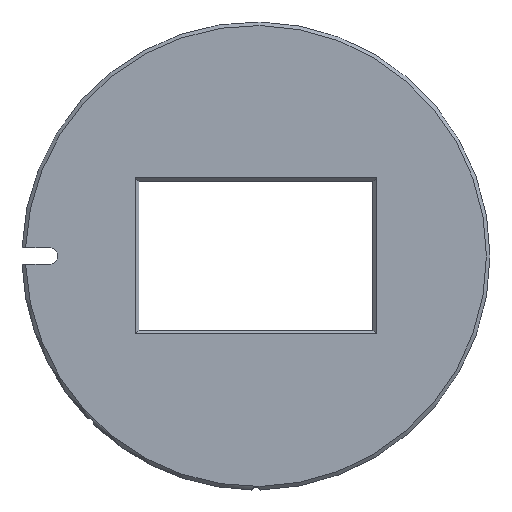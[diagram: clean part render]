
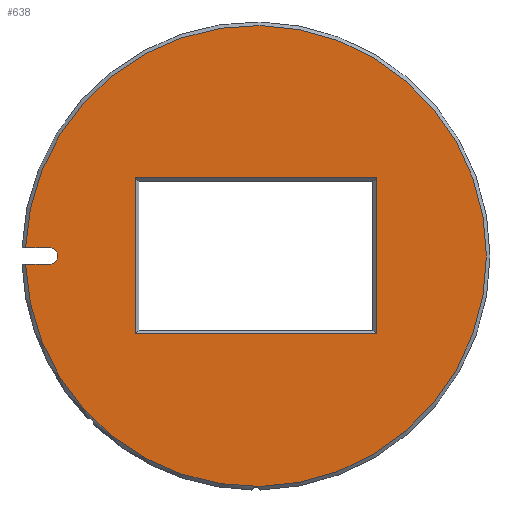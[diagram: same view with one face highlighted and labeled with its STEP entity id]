
A CAD part, top view. The second image highlights one B-rep face of the part: STEP entity #638.
In plain terms, the highlighted planar face has unit normal (0, 0, 1).
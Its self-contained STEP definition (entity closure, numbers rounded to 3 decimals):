
#34=CARTESIAN_POINT('',(167.52,148.85,4.));
#35=VERTEX_POINT('',#34);
#43=CARTESIAN_POINT('',(170.9,148.85,4.));
#44=VERTEX_POINT('',#43);
#45=CARTESIAN_POINT('',(167.52,148.85,4.));
#46=DIRECTION('',(1.,0.,-0.));
#47=VECTOR('',#46,3.38);
#48=LINE('',#45,#47);
#49=EDGE_CURVE('',#35,#44,#48,.T.);
#572=CARTESIAN_POINT('',(0.,150.,4.));
#573=DIRECTION('',(0.,0.,-1.));
#574=DIRECTION('',(-1.,0.,0.));
#575=AXIS2_PLACEMENT_3D('',#572,#573,#574);
#576=PLANE('',#575);
#577=CARTESIAN_POINT('',(183.,139.,4.));
#578=VERTEX_POINT('',#577);
#579=CARTESIAN_POINT('',(183.,161.,4.));
#580=VERTEX_POINT('',#579);
#581=CARTESIAN_POINT('',(183.,139.,4.));
#582=DIRECTION('',(0.,1.,0.));
#583=VECTOR('',#582,22.);
#584=LINE('',#581,#583);
#585=EDGE_CURVE('',#578,#580,#584,.T.);
#586=ORIENTED_EDGE('',*,*,#585,.T.);
#587=CARTESIAN_POINT('',(217.,161.,4.));
#588=VERTEX_POINT('',#587);
#589=CARTESIAN_POINT('',(183.,161.,4.));
#590=DIRECTION('',(1.,0.,0.));
#591=VECTOR('',#590,34.);
#592=LINE('',#589,#591);
#593=EDGE_CURVE('',#580,#588,#592,.T.);
#594=ORIENTED_EDGE('',*,*,#593,.T.);
#595=CARTESIAN_POINT('',(217.,139.,4.));
#596=VERTEX_POINT('',#595);
#597=CARTESIAN_POINT('',(217.,161.,4.));
#598=DIRECTION('',(0.,-1.,0.));
#599=VECTOR('',#598,22.);
#600=LINE('',#597,#599);
#601=EDGE_CURVE('',#588,#596,#600,.T.);
#602=ORIENTED_EDGE('',*,*,#601,.T.);
#603=CARTESIAN_POINT('',(217.,139.,4.));
#604=DIRECTION('',(-1.,-0.,0.));
#605=VECTOR('',#604,34.);
#606=LINE('',#603,#605);
#607=EDGE_CURVE('',#596,#578,#606,.T.);
#608=ORIENTED_EDGE('',*,*,#607,.T.);
#609=EDGE_LOOP('',(#586,#594,#602,#608));
#610=FACE_BOUND('',#609,.T.);
#611=CARTESIAN_POINT('',(170.9,151.15,4.));
#612=VERTEX_POINT('',#611);
#613=CARTESIAN_POINT('',(167.52,151.15,4.));
#614=VERTEX_POINT('',#613);
#615=CARTESIAN_POINT('',(170.9,151.15,4.));
#616=DIRECTION('',(-1.,0.,0.));
#617=VECTOR('',#616,3.38);
#618=LINE('',#615,#617);
#619=EDGE_CURVE('',#612,#614,#618,.T.);
#620=ORIENTED_EDGE('',*,*,#619,.F.);
#621=CARTESIAN_POINT('',(170.9,150.,4.));
#622=DIRECTION('',(0.,0.,-1.));
#623=DIRECTION('',(-1.,0.,0.));
#624=AXIS2_PLACEMENT_3D('',#621,#622,#623);
#625=CIRCLE('',#624,1.15);
#626=EDGE_CURVE('',#612,#44,#625,.T.);
#627=ORIENTED_EDGE('',*,*,#626,.T.);
#628=ORIENTED_EDGE('',*,*,#49,.F.);
#629=CARTESIAN_POINT('',(200.,150.,4.));
#630=DIRECTION('',(-0.,-0.,1.));
#631=DIRECTION('',(-1.,0.,0.));
#632=AXIS2_PLACEMENT_3D('',#629,#630,#631);
#633=CIRCLE('',#632,32.5);
#634=EDGE_CURVE('',#35,#614,#633,.T.);
#635=ORIENTED_EDGE('',*,*,#634,.T.);
#636=EDGE_LOOP('',(#620,#627,#628,#635));
#637=FACE_BOUND('',#636,.T.);
#638=ADVANCED_FACE('',(#610,#637),#576,.F.);
